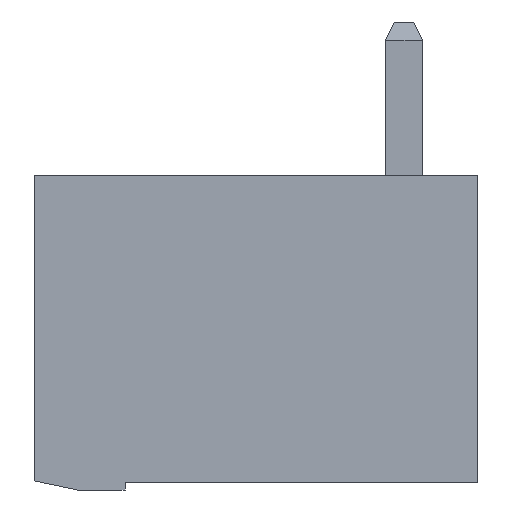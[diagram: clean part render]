
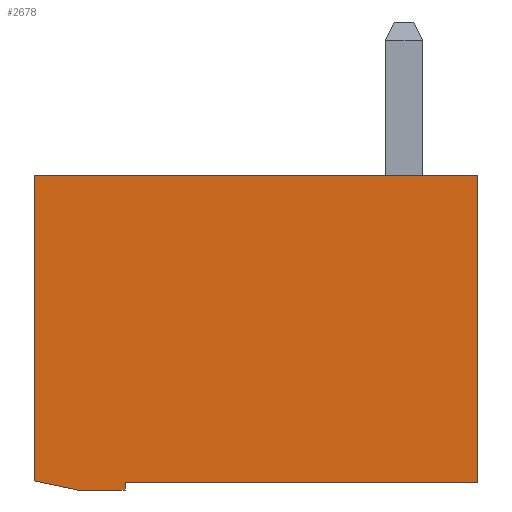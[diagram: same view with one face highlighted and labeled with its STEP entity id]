
A CAD part, left-side view. The second image highlights one B-rep face of the part: STEP entity #2678.
In plain terms, the highlighted planar face has unit normal (-1, 0, 0).
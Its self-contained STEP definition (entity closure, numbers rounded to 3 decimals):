
#70 = EDGE_CURVE ( 'NONE', #10475, #1339, #2165, .T. ) ;
#287 = LINE ( 'NONE', #12308, #9261 ) ;
#344 = EDGE_CURVE ( 'NONE', #5880, #9680, #287, .T. ) ;
#422 = LINE ( 'NONE', #13462, #10226 ) ;
#457 = DIRECTION ( 'NONE',  ( 0., 0., 1. ) ) ;
#561 = CARTESIAN_POINT ( 'NONE',  ( -28.44, 10.5, 5.05 ) ) ;
#649 = CARTESIAN_POINT ( 'NONE',  ( -28.44, -1.5, -3.25 ) ) ;
#800 = VERTEX_POINT ( 'NONE', #6562 ) ;
#949 = DIRECTION ( 'NONE',  ( 0., -1., 0. ) ) ;
#1339 = VERTEX_POINT ( 'NONE', #649 ) ;
#1439 = DIRECTION ( 'NONE',  ( 0., 0.979, 0.205 ) ) ;
#1516 = VECTOR ( 'NONE', #10906, 1000. ) ;
#1611 = CARTESIAN_POINT ( 'NONE',  ( -28.44, -1.5, 5.05 ) ) ;
#1785 = DIRECTION ( 'NONE',  ( 0., 0., 1. ) ) ;
#2029 = ORIENTED_EDGE ( 'NONE', *, *, #2314, .F. ) ;
#2087 = EDGE_CURVE ( 'NONE', #12986, #800, #422, .T. ) ;
#2165 = LINE ( 'NONE', #6529, #1516 ) ;
#2314 = EDGE_CURVE ( 'NONE', #8387, #10475, #10728, .T. ) ;
#2605 = PLANE ( 'NONE',  #9379 ) ;
#2678 = ADVANCED_FACE ( 'NONE', ( #8038 ), #2605, .T. ) ;
#3222 = VECTOR ( 'NONE', #949, 1000. ) ;
#4822 = DIRECTION ( 'NONE',  ( 0., 0., -1. ) ) ;
#5551 = VECTOR ( 'NONE', #11987, 1000. ) ;
#5655 = EDGE_CURVE ( 'NONE', #9680, #8387, #8273, .T. ) ;
#5866 = ORIENTED_EDGE ( 'NONE', *, *, #344, .F. ) ;
#5880 = VERTEX_POINT ( 'NONE', #9328 ) ;
#5911 = ORIENTED_EDGE ( 'NONE', *, *, #2087, .F. ) ;
#5981 = CARTESIAN_POINT ( 'NONE',  ( -28.44, -1.5, 5.05 ) ) ;
#6529 = CARTESIAN_POINT ( 'NONE',  ( -28.44, -1.5, -3.25 ) ) ;
#6562 = CARTESIAN_POINT ( 'NONE',  ( -28.44, 8.04, -3.45 ) ) ;
#6745 = EDGE_CURVE ( 'NONE', #800, #5880, #11849, .T. ) ;
#6827 = CARTESIAN_POINT ( 'NONE',  ( -28.44, 8.04, -3.25 ) ) ;
#7375 = DIRECTION ( 'NONE',  ( 0., 1., 0. ) ) ;
#7605 = CARTESIAN_POINT ( 'NONE',  ( -28.44, 9.327, -3.45 ) ) ;
#7787 = ORIENTED_EDGE ( 'NONE', *, *, #5655, .F. ) ;
#8038 = FACE_OUTER_BOUND ( 'NONE', #11936, .T. ) ;
#8099 = ORIENTED_EDGE ( 'NONE', *, *, #10391, .F. ) ;
#8273 = LINE ( 'NONE', #11582, #12482 ) ;
#8387 = VERTEX_POINT ( 'NONE', #561 ) ;
#9261 = VECTOR ( 'NONE', #1439, 1000. ) ;
#9328 = CARTESIAN_POINT ( 'NONE',  ( -28.44, 9.327, -3.45 ) ) ;
#9379 = AXIS2_PLACEMENT_3D ( 'NONE', #5981, #10248, #457 ) ;
#9527 = CARTESIAN_POINT ( 'NONE',  ( -28.44, 8.04, -3.25 ) ) ;
#9680 = VERTEX_POINT ( 'NONE', #11680 ) ;
#10226 = VECTOR ( 'NONE', #4822, 1000. ) ;
#10248 = DIRECTION ( 'NONE',  ( -1., 0., 0. ) ) ;
#10332 = ORIENTED_EDGE ( 'NONE', *, *, #6745, .F. ) ;
#10391 = EDGE_CURVE ( 'NONE', #1339, #12986, #14131, .T. ) ;
#10475 = VERTEX_POINT ( 'NONE', #1611 ) ;
#10728 = LINE ( 'NONE', #13092, #3222 ) ;
#10906 = DIRECTION ( 'NONE',  ( 0., 0., -1. ) ) ;
#11582 = CARTESIAN_POINT ( 'NONE',  ( -28.44, 10.5, -2.705 ) ) ;
#11680 = CARTESIAN_POINT ( 'NONE',  ( -28.44, 10.5, -3.205 ) ) ;
#11849 = LINE ( 'NONE', #7605, #5551 ) ;
#11936 = EDGE_LOOP ( 'NONE', ( #2029, #7787, #5866, #10332, #5911, #8099, #14100 ) ) ;
#11987 = DIRECTION ( 'NONE',  ( 0., 1., 0. ) ) ;
#12308 = CARTESIAN_POINT ( 'NONE',  ( -28.44, 10.5, -3.205 ) ) ;
#12482 = VECTOR ( 'NONE', #1785, 1000. ) ;
#12710 = VECTOR ( 'NONE', #7375, 1000. ) ;
#12986 = VERTEX_POINT ( 'NONE', #6827 ) ;
#13092 = CARTESIAN_POINT ( 'NONE',  ( -28.44, 10.5, 5.05 ) ) ;
#13462 = CARTESIAN_POINT ( 'NONE',  ( -28.44, 8.04, -3.45 ) ) ;
#14100 = ORIENTED_EDGE ( 'NONE', *, *, #70, .F. ) ;
#14131 = LINE ( 'NONE', #9527, #12710 ) ;
